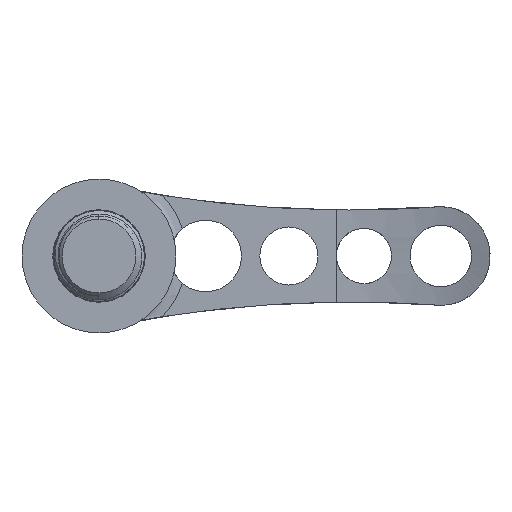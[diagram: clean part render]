
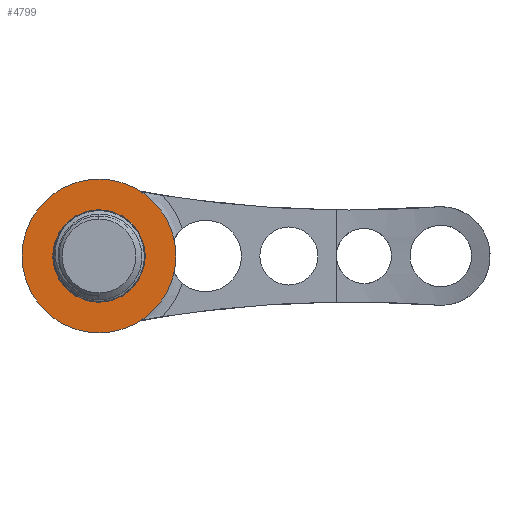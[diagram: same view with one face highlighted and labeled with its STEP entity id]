
A CAD part, left-side view. The second image highlights one B-rep face of the part: STEP entity #4799.
In plain terms, the highlighted planar face has unit normal (-1, 0, 0).
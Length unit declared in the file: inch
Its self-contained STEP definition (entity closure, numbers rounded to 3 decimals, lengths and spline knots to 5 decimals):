
#22 = ORIENTED_EDGE ( 'NONE', *, *, #3207, .T. ) ;
#235 = FACE_BOUND ( 'NONE', #7643, .T. ) ;
#641 = DIRECTION ( 'NONE',  ( 1., 0., 0. ) ) ;
#930 = AXIS2_PLACEMENT_3D ( 'NONE', #4123, #8064, #2162 ) ;
#993 = CIRCLE ( 'NONE', #8233, 0.29528 ) ;
#1195 = CIRCLE ( 'NONE', #6771, 0.29528 ) ;
#1341 = AXIS2_PLACEMENT_3D ( 'NONE', #8389, #3418, #8456 ) ;
#2046 = CARTESIAN_POINT ( 'NONE',  ( 4.92126, 0., 0. ) ) ;
#2162 = DIRECTION ( 'NONE',  ( 0., 0., -1. ) ) ;
#2601 = ORIENTED_EDGE ( 'NONE', *, *, #5900, .F. ) ;
#2753 = CARTESIAN_POINT ( 'NONE',  ( 4.92126, 0., -0.29528 ) ) ;
#3207 = EDGE_CURVE ( 'NONE', #11175, #10475, #1195, .T. ) ;
#3223 = DIRECTION ( 'NONE',  ( 1., 0., 0. ) ) ;
#3418 = DIRECTION ( 'NONE',  ( 1., 0., 0. ) ) ;
#3423 = EDGE_CURVE ( 'NONE', #10475, #11175, #993, .T. ) ;
#4063 = CARTESIAN_POINT ( 'NONE',  ( 4.92126, 0., -0.49213 ) ) ;
#4123 = CARTESIAN_POINT ( 'NONE',  ( 4.92126, 0., 0. ) ) ;
#4335 = CARTESIAN_POINT ( 'NONE',  ( 4.92126, 0., 0.49213 ) ) ;
#4590 = VERTEX_POINT ( 'NONE', #4063 ) ;
#4799 = ADVANCED_FACE ( 'NONE', ( #235, #12177 ), #10354, .F. ) ;
#5292 = CARTESIAN_POINT ( 'NONE',  ( 4.92126, 0., 0. ) ) ;
#5900 = EDGE_CURVE ( 'NONE', #4590, #8628, #11284, .T. ) ;
#6194 = DIRECTION ( 'NONE',  ( 0., 0., -1. ) ) ;
#6771 = AXIS2_PLACEMENT_3D ( 'NONE', #8535, #641, #9388 ) ;
#7196 = AXIS2_PLACEMENT_3D ( 'NONE', #5292, #3223, #6194 ) ;
#7643 = EDGE_LOOP ( 'NONE', ( #22, #9609 ) ) ;
#8064 = DIRECTION ( 'NONE',  ( 1., 0., 0. ) ) ;
#8233 = AXIS2_PLACEMENT_3D ( 'NONE', #2046, #10876, #9911 ) ;
#8389 = CARTESIAN_POINT ( 'NONE',  ( 4.92126, 0., 0. ) ) ;
#8456 = DIRECTION ( 'NONE',  ( 0., 0., -1. ) ) ;
#8535 = CARTESIAN_POINT ( 'NONE',  ( 4.92126, 0., 0. ) ) ;
#8628 = VERTEX_POINT ( 'NONE', #4335 ) ;
#9388 = DIRECTION ( 'NONE',  ( 0., 0., -1. ) ) ;
#9609 = ORIENTED_EDGE ( 'NONE', *, *, #3423, .T. ) ;
#9911 = DIRECTION ( 'NONE',  ( 0., 0., -1. ) ) ;
#10226 = ORIENTED_EDGE ( 'NONE', *, *, #11502, .F. ) ;
#10354 = PLANE ( 'NONE',  #7196 ) ;
#10475 = VERTEX_POINT ( 'NONE', #2753 ) ;
#10681 = CARTESIAN_POINT ( 'NONE',  ( 4.92126, 0., 0.29528 ) ) ;
#10876 = DIRECTION ( 'NONE',  ( 1., 0., 0. ) ) ;
#11175 = VERTEX_POINT ( 'NONE', #10681 ) ;
#11284 = CIRCLE ( 'NONE', #930, 0.49213 ) ;
#11502 = EDGE_CURVE ( 'NONE', #8628, #4590, #11900, .T. ) ;
#11900 = CIRCLE ( 'NONE', #1341, 0.49213 ) ;
#12177 = FACE_OUTER_BOUND ( 'NONE', #12738, .T. ) ;
#12738 = EDGE_LOOP ( 'NONE', ( #10226, #2601 ) ) ;
